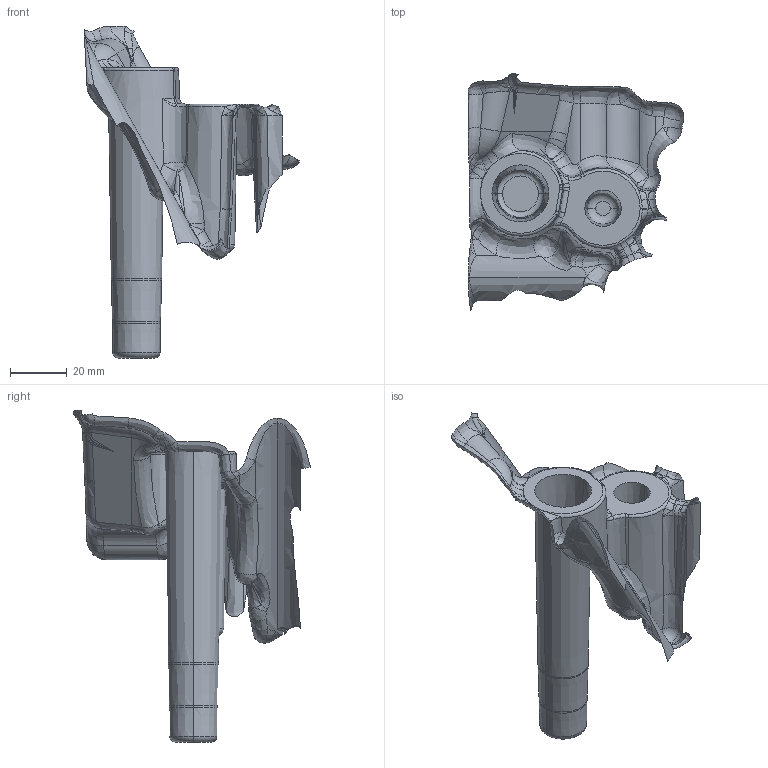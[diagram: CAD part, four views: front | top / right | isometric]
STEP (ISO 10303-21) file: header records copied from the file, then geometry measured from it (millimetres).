
FILE_DESCRIPTION (( 'STEP AP214' ), '1' );
FILE_NAME ('bad_tess_face_plus.step', '2014-09-29T04:05:06', ( '' ), ( '' ), 'SwSTEP 2.0', 'SolidWorks 2014', '' );
FILE_SCHEMA (( 'AUTOMOTIVE_DESIGN' ));
Length unit declared in the file: millimetre
Products named in the file (2): bad_tess_face_plus
Bounding box: 75.83 x 83.26 x 116.59 mm (x, y, z)
Surface area: 18516.2 mm2 (no closed solid volume)
Topology: 0 solids, 1 shells, 196 faces, 489 edges, 282 vertices
Faces by surface type: bspline 113, torus 27, cylinder 21, cone 18, plane 13, sphere 4
Entity records: 13021 total; most frequent: CARTESIAN_POINT 7170, ORIENTED_EDGE 880, DIRECTION 586, EDGE_CURVE 476, VERTEX_POINT 282, AXIS2_PLACEMENT_3D 272, B_SPLINE_CURVE_WITH_KNOTS 215, UNCERTAINTY_MEASURE_WITH_UNIT 198
